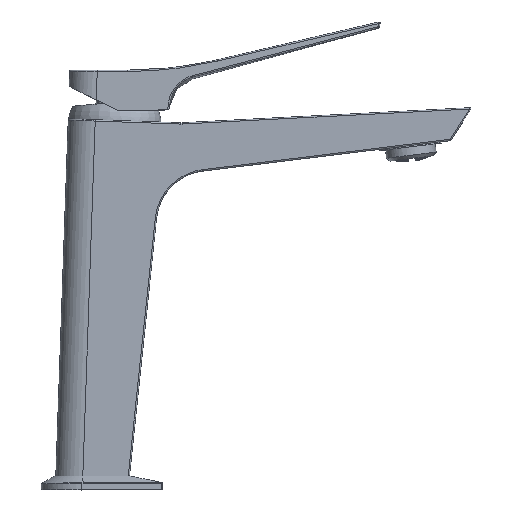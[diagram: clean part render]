
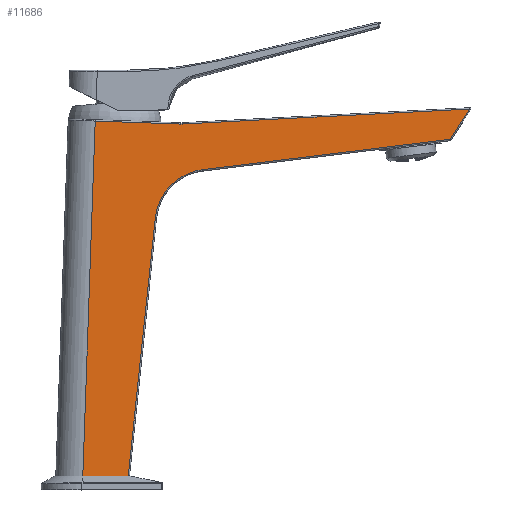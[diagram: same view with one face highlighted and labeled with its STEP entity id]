
A CAD part, top view. The second image highlights one B-rep face of the part: STEP entity #11686.
In plain terms, the highlighted planar face has unit normal (0.026, 0, 1).
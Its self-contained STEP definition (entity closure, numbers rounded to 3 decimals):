
#1578 = VERTEX_POINT ( 'NONE', #38027 ) ;
#1783 = ORIENTED_EDGE ( 'NONE', *, *, #27354, .T. ) ;
#2513 = VERTEX_POINT ( 'NONE', #3136 ) ;
#2605 = ORIENTED_EDGE ( 'NONE', *, *, #30411, .T. ) ;
#3136 = CARTESIAN_POINT ( 'NONE',  ( 33.456, 133.776, 18.757 ) ) ;
#3233 = CARTESIAN_POINT ( 'NONE',  ( 34.197, 133.783, 18.738 ) ) ;
#4331 = DIRECTION ( 'NONE',  ( 0.035, 0.999, -0.001 ) ) ;
#5101 = DIRECTION ( 'NONE',  ( -0.998, -0.052, 0.026 ) ) ;
#5327 = LINE ( 'NONE', #5602, #50359 ) ;
#5602 = CARTESIAN_POINT ( 'NONE',  ( -21.888, 0., 20.207 ) ) ;
#5618 = CARTESIAN_POINT ( 'NONE',  ( -3.732, 0., 19.731 ) ) ;
#5793 =( BOUNDED_CURVE ( )  B_SPLINE_CURVE ( 3, ( #42625, #9925, #13165, #51252 ),
 .UNSPECIFIED., .F., .F. ) 
 B_SPLINE_CURVE_WITH_KNOTS ( ( 4, 4 ),
 ( 3.168, 3.168 ),
 .UNSPECIFIED. ) 
 CURVE ( )  GEOMETRIC_REPRESENTATION_ITEM ( )  RATIONAL_B_SPLINE_CURVE ( ( 1., 1., 1., 1. ) ) 
 REPRESENTATION_ITEM ( '' )  );
#6289 = CARTESIAN_POINT ( 'NONE',  ( 41.724, 116.435, 18.541 ) ) ;
#6387 = VERTEX_POINT ( 'NONE', #39430 ) ;
#6982 = LINE ( 'NONE', #19147, #21898 ) ;
#7601 = CARTESIAN_POINT ( 'NONE',  ( 0.979, 134.911, 19.608 ) ) ;
#7692 = EDGE_CURVE ( 'NONE', #40342, #1578, #5793, .T. ) ;
#8248 = LINE ( 'NONE', #49061, #28875 ) ;
#8694 = EDGE_CURVE ( 'NONE', #16532, #46207, #11161, .T. ) ;
#8881 = CARTESIAN_POINT ( 'NONE',  ( -13.541, 131.281, 19.988 ) ) ;
#9156 = LINE ( 'NONE', #8881, #29393 ) ;
#9925 = CARTESIAN_POINT ( 'NONE',  ( -0.649, 88.234, 19.65 ) ) ;
#10676 =( BOUNDED_CURVE ( )  B_SPLINE_CURVE ( 3, ( #22776, #19239, #26574, #6289 ),
 .UNSPECIFIED., .F., .F. ) 
 B_SPLINE_CURVE_WITH_KNOTS ( ( 4, 4 ),
 ( 0.105, 1.449 ),
 .UNSPECIFIED. ) 
 CURVE ( )  GEOMETRIC_REPRESENTATION_ITEM ( )  RATIONAL_B_SPLINE_CURVE ( ( 1., 0.855, 0.855, 1. ) ) 
 REPRESENTATION_ITEM ( '' )  );
#11161 = LINE ( 'NONE', #48715, #49645 ) ;
#11686 = ADVANCED_FACE ( 'NONE', ( #17234 ), #42359, .T. ) ;
#12034 = DIRECTION ( 'NONE',  ( 0.545, 0.839, -0.014 ) ) ;
#12213 = DIRECTION ( 'NONE',  ( 0.105, 0.995, -0.003 ) ) ;
#12305 = EDGE_CURVE ( 'NONE', #40342, #21601, #52257, .T. ) ;
#13011 = ORIENTED_EDGE ( 'NONE', *, *, #37487, .T. ) ;
#13165 = CARTESIAN_POINT ( 'NONE',  ( -0.646, 88.233, 19.65 ) ) ;
#13948 = AXIS2_PLACEMENT_3D ( 'NONE', #33725, #33994, #50465 ) ;
#14330 = EDGE_CURVE ( 'NONE', #1578, #18713, #6982, .T. ) ;
#14399 = EDGE_CURVE ( 'NONE', #16532, #18713, #5327, .T. ) ;
#16468 = CARTESIAN_POINT ( 'NONE',  ( 33.456, 133.776, 18.757 ) ) ;
#16532 = VERTEX_POINT ( 'NONE', #18128 ) ;
#16639 = VERTEX_POINT ( 'NONE', #3233 ) ;
#17234 = FACE_OUTER_BOUND ( 'NONE', #43102, .T. ) ;
#18128 = CARTESIAN_POINT ( 'NONE',  ( 13.51, 0., 19.28 ) ) ;
#18236 = CARTESIAN_POINT ( 'NONE',  ( -0.651, 88.234, 19.65 ) ) ;
#18713 = VERTEX_POINT ( 'NONE', #5618 ) ;
#19147 = CARTESIAN_POINT ( 'NONE',  ( -0.644, 88.234, 19.65 ) ) ;
#19239 = CARTESIAN_POINT ( 'NONE',  ( 24.875, 108.126, 18.982 ) ) ;
#21601 = VERTEX_POINT ( 'NONE', #7601 ) ;
#21898 = VECTOR ( 'NONE', #36437, 1000. ) ;
#22630 = VECTOR ( 'NONE', #4331, 1000. ) ;
#22776 = CARTESIAN_POINT ( 'NONE',  ( 23.835, 98.231, 19.009 ) ) ;
#23220 = CARTESIAN_POINT ( 'NONE',  ( 143.201, 139.496, 15.884 ) ) ;
#23709 = ORIENTED_EDGE ( 'NONE', *, *, #14330, .T. ) ;
#23981 = CARTESIAN_POINT ( 'NONE',  ( -10.319, 110.045, 19.904 ) ) ;
#26574 = CARTESIAN_POINT ( 'NONE',  ( 31.849, 115.222, 18.799 ) ) ;
#26761 = EDGE_CURVE ( 'NONE', #46207, #6387, #10676, .T. ) ;
#27162 = VECTOR ( 'NONE', #40915, 1000. ) ;
#27354 = EDGE_CURVE ( 'NONE', #34099, #16639, #9156, .T. ) ;
#27763 = ORIENTED_EDGE ( 'NONE', *, *, #8694, .T. ) ;
#28875 = VECTOR ( 'NONE', #12034, 1000. ) ;
#29163 = CARTESIAN_POINT ( 'NONE',  ( 33.95, 133.77, 18.744 ) ) ;
#29319 = CARTESIAN_POINT ( 'NONE',  ( 23.835, 98.231, 19.009 ) ) ;
#29393 = VECTOR ( 'NONE', #5101, 1000. ) ;
#30411 = EDGE_CURVE ( 'NONE', #6387, #37171, #35623, .T. ) ;
#30729 = DIRECTION ( 'NONE',  ( -1., 0., 0.026 ) ) ;
#31180 =( BOUNDED_CURVE ( )  B_SPLINE_CURVE ( 3, ( #49962, #29163, #38577, #16468 ),
 .UNSPECIFIED., .F., .F. ) 
 B_SPLINE_CURVE_WITH_KNOTS ( ( 4, 4 ),
 ( 4.66, 4.747 ),
 .UNSPECIFIED. ) 
 CURVE ( )  GEOMETRIC_REPRESENTATION_ITEM ( )  RATIONAL_B_SPLINE_CURVE ( ( 1., 0.999, 0.999, 1. ) ) 
 REPRESENTATION_ITEM ( '' )  );
#32026 = ORIENTED_EDGE ( 'NONE', *, *, #45360, .T. ) ;
#32246 = ORIENTED_EDGE ( 'NONE', *, *, #32990, .T. ) ;
#32990 = EDGE_CURVE ( 'NONE', #37171, #34099, #8248, .T. ) ;
#33725 = CARTESIAN_POINT ( 'NONE',  ( -14., 140.046, 20. ) ) ;
#33994 = DIRECTION ( 'NONE',  ( 0.026, 0., 1. ) ) ;
#34042 = ORIENTED_EDGE ( 'NONE', *, *, #14399, .F. ) ;
#34099 = VERTEX_POINT ( 'NONE', #23220 ) ;
#34230 = CARTESIAN_POINT ( 'NONE',  ( 135.721, 127.976, 16.079 ) ) ;
#34888 = ORIENTED_EDGE ( 'NONE', *, *, #26761, .T. ) ;
#35623 = LINE ( 'NONE', #23981, #49404 ) ;
#36437 = DIRECTION ( 'NONE',  ( -0.035, -0.999, 0.001 ) ) ;
#36490 = ORIENTED_EDGE ( 'NONE', *, *, #7692, .T. ) ;
#37171 = VERTEX_POINT ( 'NONE', #34230 ) ;
#37487 = EDGE_CURVE ( 'NONE', #2513, #21601, #40123, .T. ) ;
#37594 = CARTESIAN_POINT ( 'NONE',  ( 0.19, 112.321, 19.628 ) ) ;
#37662 = ORIENTED_EDGE ( 'NONE', *, *, #12305, .F. ) ;
#38027 = CARTESIAN_POINT ( 'NONE',  ( -0.644, 88.233, 19.65 ) ) ;
#38577 = CARTESIAN_POINT ( 'NONE',  ( 33.703, 133.768, 18.751 ) ) ;
#39430 = CARTESIAN_POINT ( 'NONE',  ( 41.724, 116.435, 18.541 ) ) ;
#40123 = LINE ( 'NONE', #45496, #27162 ) ;
#40342 = VERTEX_POINT ( 'NONE', #18236 ) ;
#40915 = DIRECTION ( 'NONE',  ( -0.999, 0.035, 0.026 ) ) ;
#42359 = PLANE ( 'NONE',  #13948 ) ;
#42625 = CARTESIAN_POINT ( 'NONE',  ( -0.651, 88.234, 19.65 ) ) ;
#43102 = EDGE_LOOP ( 'NONE', ( #34042, #27763, #34888, #2605, #32246, #1783, #32026, #13011, #37662, #36490, #23709 ) ) ;
#45360 = EDGE_CURVE ( 'NONE', #16639, #2513, #31180, .T. ) ;
#45496 = CARTESIAN_POINT ( 'NONE',  ( -14.161, 135.439, 20.004 ) ) ;
#46207 = VERTEX_POINT ( 'NONE', #29319 ) ;
#48715 = CARTESIAN_POINT ( 'NONE',  ( 27.768, 135.653, 18.906 ) ) ;
#48832 = DIRECTION ( 'NONE',  ( 0.992, 0.122, -0.026 ) ) ;
#49061 = CARTESIAN_POINT ( 'NONE',  ( 96.799, 68.043, 17.099 ) ) ;
#49404 = VECTOR ( 'NONE', #48832, 1000. ) ;
#49645 = VECTOR ( 'NONE', #12213, 1000. ) ;
#49962 = CARTESIAN_POINT ( 'NONE',  ( 34.197, 133.783, 18.738 ) ) ;
#50359 = VECTOR ( 'NONE', #30729, 1000. ) ;
#50465 = DIRECTION ( 'NONE',  ( 1., 0., -0.026 ) ) ;
#51252 = CARTESIAN_POINT ( 'NONE',  ( -0.644, 88.233, 19.65 ) ) ;
#52257 = LINE ( 'NONE', #37594, #22630 ) ;
